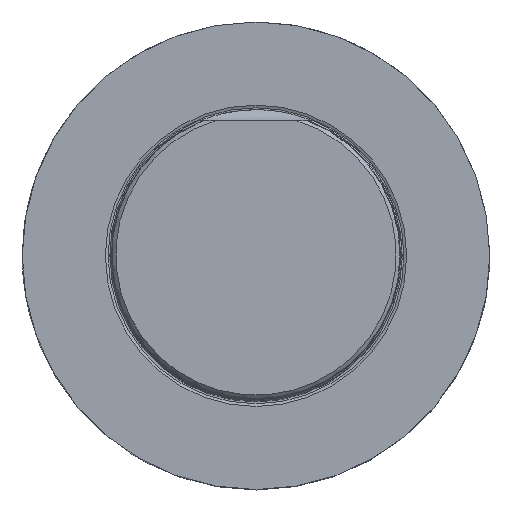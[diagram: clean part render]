
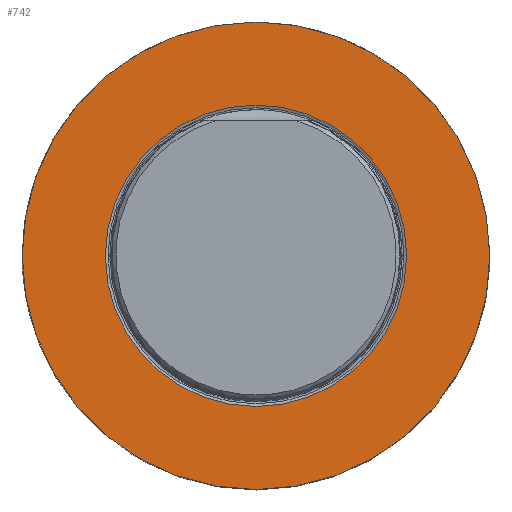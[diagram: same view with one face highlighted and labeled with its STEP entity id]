
A CAD part, top view. The second image highlights one B-rep face of the part: STEP entity #742.
In plain terms, the highlighted face is planar.
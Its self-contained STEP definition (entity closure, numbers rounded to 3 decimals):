
#217=FACE_BOUND('',#1759,.T.);
#218=FACE_BOUND('',#1760,.T.);
#742=ADVANCED_FACE('TB_IB_SU_5',(#217,#218),#1159,.T.);
#1159=PLANE('',#7560);
#1759=EDGE_LOOP('',(#3677));
#1760=EDGE_LOOP('',(#3678));
#3677=ORIENTED_EDGE('',*,*,#6383,.F.);
#3678=ORIENTED_EDGE('',*,*,#6374,.T.);
#5675=VERTEX_POINT('',#15447);
#5682=VERTEX_POINT('',#15530);
#6374=EDGE_CURVE('',#5675,#5675,#7295,.T.);
#6383=EDGE_CURVE('',#5682,#5682,#7296,.T.);
#7295=CIRCLE('',#7555,40.);
#7296=CIRCLE('',#7559,25.775);
#7555=AXIS2_PLACEMENT_3D('',#15446,#8383,#8384);
#7559=AXIS2_PLACEMENT_3D('',#15529,#8391,#8392);
#7560=AXIS2_PLACEMENT_3D('',#15531,#8393,#8394);
#8383=DIRECTION('',(0.,1.,0.));
#8384=DIRECTION('',(0.,0.,1.));
#8391=DIRECTION('',(0.,1.,0.));
#8392=DIRECTION('',(0.,0.,1.));
#8393=DIRECTION('',(0.,1.,0.));
#8394=DIRECTION('',(0.,0.,1.));
#15446=CARTESIAN_POINT('',(0.,0.,0.));
#15447=CARTESIAN_POINT('',(0.,0.,40.));
#15529=CARTESIAN_POINT('',(0.,0.,0.));
#15530=CARTESIAN_POINT('',(0.,0.,25.775));
#15531=CARTESIAN_POINT('',(0.,0.,0.));
